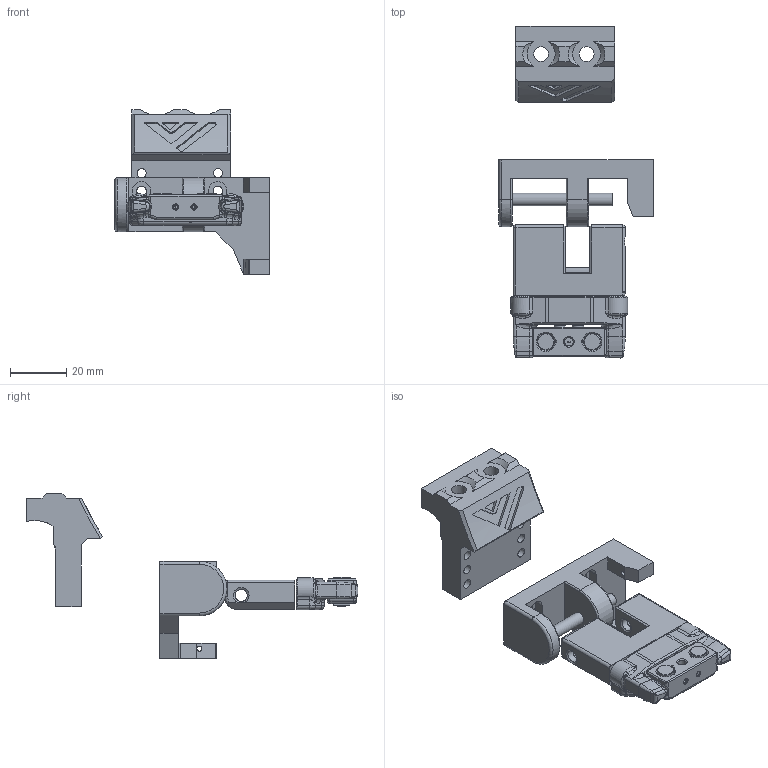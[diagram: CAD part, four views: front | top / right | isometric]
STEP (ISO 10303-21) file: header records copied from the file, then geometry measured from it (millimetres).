
FILE_DESCRIPTION(/* description */ (''),/* implementation_level */ '2;1');
FILE_NAME(/* name */ 'Klicky probe retract dock VzBot ecosistem.step',/* time_stamp */ '2022-06-19T13:01:52+01:00',/* author */ (''),/* organization */ (''),/* preprocessor_version */ 'ST-DEVELOPER v19',/* originating_system */ 'Autodesk Translation Framework v11.7.0.108',/* authorisation */ '');
FILE_SCHEMA (('AUTOMOTIVE_DESIGN { 1 0 10303 214 3 1 1 }'));
Length unit declared in the file: millimetre
Products named in the file (10): retract dock VzBot v9 ecosistem ; Microswitch dock - short v1; Fixed V4 (VZ) (1); Fixed V4 (1) (1) (1); Ptfe 39.5mm (1); Omron_Mag_Probe_Assembly v1; Probe_holder_d2f; OMRON_D2F_Switch; 6x3_Magnet; pan head tapping screw_am(PHT 2x10x9.2-type I-D-N)
Assembly tree (11 placements, depth 4):
  retract dock VzBot v9 ecosistem 
    Microswitch dock - short v1
    Fixed V4 (VZ) (1)
      Fixed V4 (1) (1) (1)
        Ptfe 39.5mm (1)
    Omron_Mag_Probe_Assembly v1
      Probe_holder_d2f
      OMRON_D2F_Switch
      6x3_Magnet  x2
      pan head tapping screw_am(PHT 2x10x9.2-type I-D-N)  x2
Bounding box: 55.05 x 118.39 x 58.65 mm (x, y, z)
Volume: 40652.9 mm3; surface area: 23578.2 mm2
Topology: 15 solids, 15 shells, 753 faces, 1944 edges, 1211 vertices
Faces by surface type: plane 292, cylinder 236, bspline 130, cone 66, torus 17, sphere 12
Full cylindrical faces by diameter (mm): 1 x6, 1.6 x2, 1.8 x8, 1.9 x1, 2 x4, 2.5 x42, 2.8 x2, 3 x1, 3.2 x2, 3.4 x9, 3.65 x6, 4 x2, 4.4 x5, 5.3 x2, 6 x2, 6.5 x2, 10 x2
Entity records: 37229 total; most frequent: CARTESIAN_POINT 20210, ORIENTED_EDGE 3668, DIRECTION 3190, EDGE_CURVE 1834, VERTEX_POINT 1154, AXIS2_PLACEMENT_3D 1132, LINE 926, VECTOR 926
